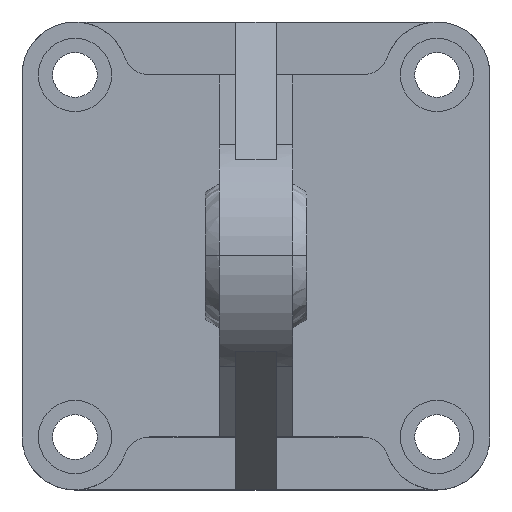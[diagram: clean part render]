
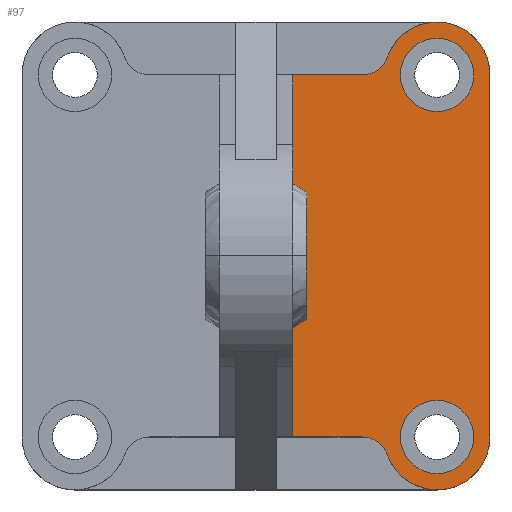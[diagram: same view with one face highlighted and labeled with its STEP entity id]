
A CAD part, top view. The second image highlights one B-rep face of the part: STEP entity #97.
In plain terms, the highlighted planar face has unit normal (0, 0, 1).
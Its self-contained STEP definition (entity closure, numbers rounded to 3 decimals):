
#97=ADVANCED_FACE('',(#200,#201,#202),#203,.T.);
#200=FACE_BOUND('',#353,.T.);
#201=FACE_BOUND('',#354,.T.);
#202=FACE_OUTER_BOUND('',#355,.T.);
#203=PLANE('',#356);
#353=EDGE_LOOP('',(#697,#698));
#354=EDGE_LOOP('',(#699,#700));
#355=EDGE_LOOP('',(#701,#702,#703,#704,#705,#706,#707,#708));
#356=AXIS2_PLACEMENT_3D('',#709,#710,#711);
#697=ORIENTED_EDGE('',*,*,#1027,.T.);
#698=ORIENTED_EDGE('',*,*,#1110,.T.);
#699=ORIENTED_EDGE('',*,*,#1019,.T.);
#700=ORIENTED_EDGE('',*,*,#1111,.T.);
#701=ORIENTED_EDGE('',*,*,#1109,.T.);
#702=ORIENTED_EDGE('',*,*,#1084,.F.);
#703=ORIENTED_EDGE('',*,*,#1112,.F.);
#704=ORIENTED_EDGE('',*,*,#1113,.F.);
#705=ORIENTED_EDGE('',*,*,#1114,.F.);
#706=ORIENTED_EDGE('',*,*,#1115,.F.);
#707=ORIENTED_EDGE('',*,*,#1116,.F.);
#708=ORIENTED_EDGE('',*,*,#1100,.F.);
#709=CARTESIAN_POINT('',(0.,0.,16.0));
#710=DIRECTION('',(0.0,0.0,1.0));
#711=DIRECTION('',(1.0,0.0,0.0));
#1019=EDGE_CURVE('',#1218,#1215,#1219,.T.);
#1027=EDGE_CURVE('',#1234,#1231,#1235,.T.);
#1084=EDGE_CURVE('',#1336,#1338,#1339,.T.);
#1100=EDGE_CURVE('',#1361,#1363,#1364,.T.);
#1109=EDGE_CURVE('',#1361,#1338,#1376,.T.);
#1110=EDGE_CURVE('',#1231,#1234,#1377,.T.);
#1111=EDGE_CURVE('',#1215,#1218,#1378,.T.);
#1112=EDGE_CURVE('',#1379,#1336,#1380,.T.);
#1113=EDGE_CURVE('',#1381,#1379,#1382,.T.);
#1114=EDGE_CURVE('',#1383,#1381,#1384,.T.);
#1115=EDGE_CURVE('',#1385,#1383,#1386,.T.);
#1116=EDGE_CURVE('',#1363,#1385,#1387,.T.);
#1215=VERTEX_POINT('',#1520);
#1218=VERTEX_POINT('',#1524);
#1219=CIRCLE('',#1525,9.0);
#1231=VERTEX_POINT('',#1540);
#1234=VERTEX_POINT('',#1544);
#1235=CIRCLE('',#1545,9.0);
#1336=VERTEX_POINT('',#1680);
#1338=VERTEX_POINT('',#1683);
#1339=LINE('',#1684,#1685);
#1361=VERTEX_POINT('',#1717);
#1363=VERTEX_POINT('',#1720);
#1364=LINE('',#1721,#1722);
#1376=LINE('',#1742,#1743);
#1377=CIRCLE('',#1744,9.0);
#1378=CIRCLE('',#1745,9.0);
#1379=VERTEX_POINT('',#1746);
#1380=CIRCLE('',#1747,6.5);
#1381=VERTEX_POINT('',#1748);
#1382=CIRCLE('',#1749,13.0);
#1383=VERTEX_POINT('',#1750);
#1384=LINE('',#1751,#1752);
#1385=VERTEX_POINT('',#1753);
#1386=CIRCLE('',#1754,13.0);
#1387=CIRCLE('',#1755,6.5);
#1520=CARTESIAN_POINT('',(53.5,-44.5,16.0));
#1524=CARTESIAN_POINT('',(35.5,-44.5,16.0));
#1525=AXIS2_PLACEMENT_3D('',#1899,#1900,#1901);
#1540=CARTESIAN_POINT('',(53.5,44.5,16.0));
#1544=CARTESIAN_POINT('',(35.5,44.5,16.0));
#1545=AXIS2_PLACEMENT_3D('',#1915,#1916,#1917);
#1680=CARTESIAN_POINT('',(26.115,-44.5,16.0));
#1683=CARTESIAN_POINT('',(9.0,-44.5,16.0));
#1684=CARTESIAN_POINT('',(26.115,-44.5,16.0));
#1685=VECTOR('',#2016,1.0);
#1717=CARTESIAN_POINT('',(9.0,44.5,16.0));
#1720=CARTESIAN_POINT('',(26.115,44.5,16.0));
#1721=CARTESIAN_POINT('',(-26.115,44.5,16.0));
#1722=VECTOR('',#2040,1.0);
#1742=CARTESIAN_POINT('',(9.0,0.0,16.0));
#1743=VECTOR('',#2049,1.0);
#1744=AXIS2_PLACEMENT_3D('',#2050,#2051,#2052);
#1745=AXIS2_PLACEMENT_3D('',#2053,#2054,#2055);
#1746=CARTESIAN_POINT('',(32.243,-48.833,16.0));
#1747=AXIS2_PLACEMENT_3D('',#2056,#2057,#2058);
#1748=CARTESIAN_POINT('',(57.5,-44.5,16.0));
#1749=AXIS2_PLACEMENT_3D('',#2059,#2060,#2061);
#1750=CARTESIAN_POINT('',(57.5,44.5,16.0));
#1751=CARTESIAN_POINT('',(57.5,44.5,16.0));
#1752=VECTOR('',#2062,1.0);
#1753=CARTESIAN_POINT('',(32.243,48.833,16.0));
#1754=AXIS2_PLACEMENT_3D('',#2063,#2064,#2065);
#1755=AXIS2_PLACEMENT_3D('',#2066,#2067,#2068);
#1899=CARTESIAN_POINT('',(44.5,-44.5,16.0));
#1900=DIRECTION('',(0.0,0.0,-1.0));
#1901=DIRECTION('',(1.0,0.0,0.0));
#1915=CARTESIAN_POINT('',(44.5,44.5,16.0));
#1916=DIRECTION('',(0.0,0.0,-1.0));
#1917=DIRECTION('',(1.0,0.0,0.0));
#2016=DIRECTION('',(-1.0,0.0,0.0));
#2040=DIRECTION('',(1.0,0.0,0.0));
#2049=DIRECTION('',(0.0,-1.0,0.0));
#2050=CARTESIAN_POINT('',(44.5,44.5,16.0));
#2051=DIRECTION('',(0.0,0.0,-1.0));
#2052=DIRECTION('',(1.0,0.0,0.0));
#2053=CARTESIAN_POINT('',(44.5,-44.5,16.0));
#2054=DIRECTION('',(0.0,0.0,-1.0));
#2055=DIRECTION('',(1.0,0.0,0.0));
#2056=CARTESIAN_POINT('',(26.115,-51.0,16.0));
#2057=DIRECTION('',(0.0,0.0,1.0));
#2058=DIRECTION('',(1.0,0.0,0.0));
#2059=CARTESIAN_POINT('',(44.5,-44.5,16.0));
#2060=DIRECTION('',(0.0,0.0,-1.0));
#2061=DIRECTION('',(1.0,0.0,0.0));
#2062=DIRECTION('',(0.0,-1.0,0.0));
#2063=CARTESIAN_POINT('',(44.5,44.5,16.0));
#2064=DIRECTION('',(0.0,0.0,-1.0));
#2065=DIRECTION('',(1.0,0.0,0.0));
#2066=CARTESIAN_POINT('',(26.115,51.0,16.0));
#2067=DIRECTION('',(0.0,0.0,1.0));
#2068=DIRECTION('',(1.0,0.0,0.0));
